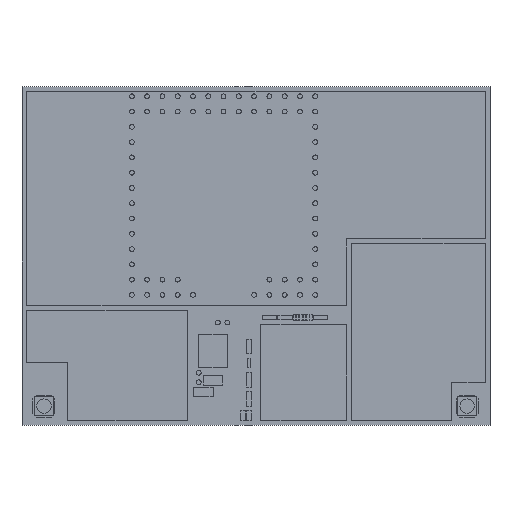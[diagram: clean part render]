
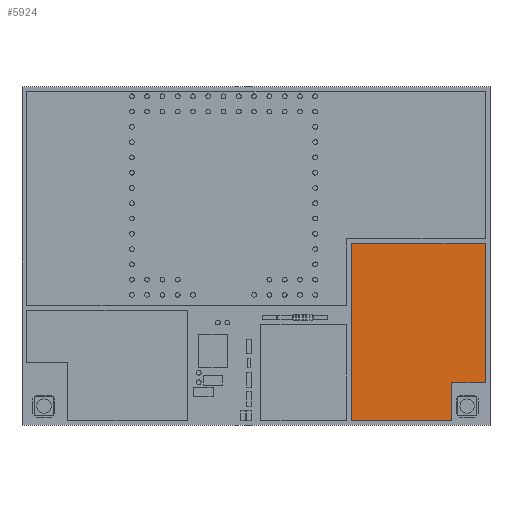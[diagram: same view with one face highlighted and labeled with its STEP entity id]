
A CAD part, top view. The second image highlights one B-rep face of the part: STEP entity #5924.
In plain terms, the highlighted planar face has unit normal (0, 0, 1).
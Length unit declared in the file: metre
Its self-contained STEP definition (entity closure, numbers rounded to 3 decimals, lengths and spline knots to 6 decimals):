
#3328 = EDGE_CURVE( '', #8265, #8266, #8267, .T. );
#3540 = EDGE_CURVE( '', #8266, #8592, #8593, .T. );
#3844 = EDGE_CURVE( '', #9069, #8265, #9070, .T. );
#3876 = EDGE_CURVE( '', #9119, #9069, #9120, .T. );
#4728 = EDGE_CURVE( '', #8592, #8435, #10418, .T. );
#5924 = ADVANCED_FACE( '', ( #12538 ), #12539, .F. );
#5946 = EDGE_CURVE( '', #8435, #9119, #12574, .T. );
#8265 = VERTEX_POINT( '', #15450 );
#8266 = VERTEX_POINT( '', #15451 );
#8267 = LINE( '', #15452, #15453 );
#8435 = VERTEX_POINT( '', #15668 );
#8592 = VERTEX_POINT( '', #15860 );
#8593 = LINE( '', #15861, #15862 );
#9069 = VERTEX_POINT( '', #16454 );
#9070 = LINE( '', #16455, #16456 );
#9119 = VERTEX_POINT( '', #16515 );
#9120 = LINE( '', #16516, #16517 );
#10418 = LINE( '', #18151, #18152 );
#12538 = FACE_OUTER_BOUND( '', #20718, .T. );
#12539 = PLANE( '', #20719 );
#12574 = LINE( '', #20761, #20762 );
#15450 = CARTESIAN_POINT( '', ( 0.0205, -0.01322, 0.003639 ) );
#15451 = CARTESIAN_POINT( '', ( 0.024, -0.01322, 0.003639 ) );
#15452 = CARTESIAN_POINT( '', ( 0.024, -0.01322, 0.003639 ) );
#15453 = VECTOR( '', #23624, 1. );
#15668 = CARTESIAN_POINT( '', ( 0.01, 0.00128, 0.003639 ) );
#15860 = CARTESIAN_POINT( '', ( 0.024, 0.00128, 0.003639 ) );
#15861 = CARTESIAN_POINT( '', ( 0.024, 0.00128, 0.003639 ) );
#15862 = VECTOR( '', #24040, 1. );
#16454 = CARTESIAN_POINT( '', ( 0.0205, -0.01722, 0.003639 ) );
#16455 = CARTESIAN_POINT( '', ( 0.0205, -0.01322, 0.003639 ) );
#16456 = VECTOR( '', #24634, 1. );
#16515 = CARTESIAN_POINT( '', ( 0.01, -0.01722, 0.003639 ) );
#16516 = CARTESIAN_POINT( '', ( 0.01, -0.01722, 0.003639 ) );
#16517 = VECTOR( '', #24698, 1. );
#18151 = CARTESIAN_POINT( '', ( 0.01, 0.00128, 0.003639 ) );
#18152 = VECTOR( '', #26304, 1. );
#20718 = EDGE_LOOP( '', ( #29109, #29110, #29111, #29112, #29113, #29114 ) );
#20719 = AXIS2_PLACEMENT_3D( '', #29115, #29116, #29117 );
#20761 = CARTESIAN_POINT( '', ( 0.01, -0.01722, 0.003639 ) );
#20762 = VECTOR( '', #29161, 1. );
#23624 = DIRECTION( '', ( 1., 0., 0. ) );
#24040 = DIRECTION( '', ( 0., 1., 0. ) );
#24634 = DIRECTION( '', ( 0., 1., 0. ) );
#24698 = DIRECTION( '', ( 1., 0., 0. ) );
#26304 = DIRECTION( '', ( -1., 0., 0. ) );
#29109 = ORIENTED_EDGE( '', *, *, #5946, .T. );
#29110 = ORIENTED_EDGE( '', *, *, #3876, .T. );
#29111 = ORIENTED_EDGE( '', *, *, #3844, .T. );
#29112 = ORIENTED_EDGE( '', *, *, #3328, .T. );
#29113 = ORIENTED_EDGE( '', *, *, #3540, .T. );
#29114 = ORIENTED_EDGE( '', *, *, #4728, .T. );
#29115 = CARTESIAN_POINT( '', ( 0., 0., 0.003639 ) );
#29116 = DIRECTION( '', ( 0., 0., -1. ) );
#29117 = DIRECTION( '', ( 0., -1., 0. ) );
#29161 = DIRECTION( '', ( 0., -1., 0. ) );
